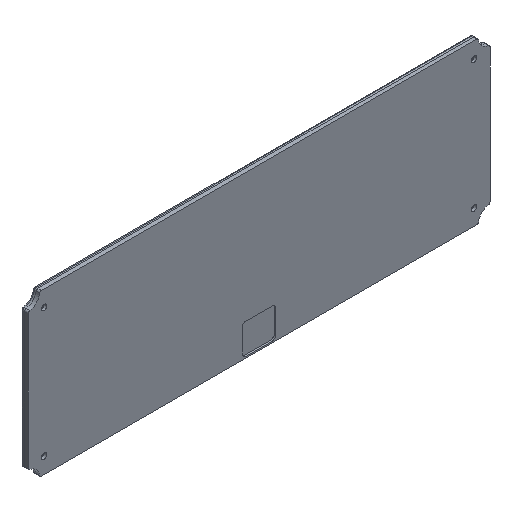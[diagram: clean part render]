
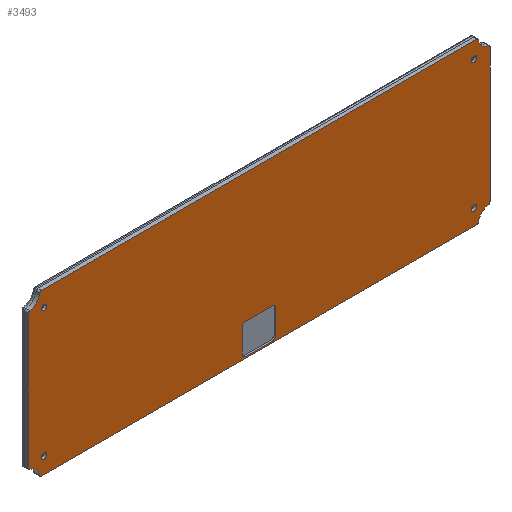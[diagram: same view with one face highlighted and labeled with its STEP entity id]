
A CAD part, isometric view. The second image highlights one B-rep face of the part: STEP entity #3493.
In plain terms, the highlighted planar face has unit normal (0, -1, 0).
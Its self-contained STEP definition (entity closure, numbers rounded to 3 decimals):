
#171=FACE_BOUND('',#666,.T.);
#172=FACE_BOUND('',#667,.T.);
#173=FACE_BOUND('',#668,.T.);
#174=FACE_BOUND('',#669,.T.);
#175=FACE_BOUND('',#670,.T.);
#457=FACE_OUTER_BOUND('',#665,.T.);
#665=EDGE_LOOP('',(#2828,#2829,#2830,#2831,#2832,#2833,#2834,#2835,#2836,
#2837,#2838,#2839,#2840,#2841,#2842,#2843));
#666=EDGE_LOOP('',(#2844));
#667=EDGE_LOOP('',(#2845));
#668=EDGE_LOOP('',(#2846));
#669=EDGE_LOOP('',(#2847));
#670=EDGE_LOOP('',(#2848,#2849,#2850,#2851,#2852,#2853,#2854,#2855));
#777=CIRCLE('',#3608,2.);
#778=CIRCLE('',#3611,2.);
#795=CIRCLE('',#3665,6.6);
#796=CIRCLE('',#3667,1.);
#797=CIRCLE('',#3670,1.);
#798=CIRCLE('',#3672,6.6);
#799=CIRCLE('',#3674,1.);
#800=CIRCLE('',#3677,1.);
#801=CIRCLE('',#3679,6.6);
#802=CIRCLE('',#3681,1.);
#803=CIRCLE('',#3684,1.);
#804=CIRCLE('',#3687,1.);
#805=CIRCLE('',#3689,6.6);
#806=CIRCLE('',#3691,1.);
#807=CIRCLE('',#3693,1.5);
#809=CIRCLE('',#3696,1.5);
#811=CIRCLE('',#3699,1.5);
#813=CIRCLE('',#3702,1.5);
#815=CIRCLE('',#3709,2.);
#816=CIRCLE('',#3710,2.);
#878=LINE('',#4538,#1143);
#882=LINE('',#4547,#1147);
#1019=LINE('',#5546,#1284);
#1024=LINE('',#5562,#1289);
#1029=LINE('',#5578,#1294);
#1031=LINE('',#5585,#1296);
#1043=LINE('',#5631,#1308);
#1044=LINE('',#5635,#1309);
#1143=VECTOR('',#3836,10.);
#1147=VECTOR('',#3846,10.);
#1284=VECTOR('',#4101,10.);
#1289=VECTOR('',#4120,10.);
#1294=VECTOR('',#4139,10.);
#1296=VECTOR('',#4147,10.);
#1308=VECTOR('',#4205,10.);
#1309=VECTOR('',#4208,10.);
#1411=VERTEX_POINT('',#4535);
#1412=VERTEX_POINT('',#4537);
#1413=VERTEX_POINT('',#4541);
#1414=VERTEX_POINT('',#4545);
#1415=VERTEX_POINT('',#4549);
#1574=VERTEX_POINT('',#5534);
#1575=VERTEX_POINT('',#5536);
#1576=VERTEX_POINT('',#5540);
#1577=VERTEX_POINT('',#5544);
#1578=VERTEX_POINT('',#5548);
#1579=VERTEX_POINT('',#5552);
#1580=VERTEX_POINT('',#5556);
#1581=VERTEX_POINT('',#5560);
#1582=VERTEX_POINT('',#5564);
#1583=VERTEX_POINT('',#5568);
#1584=VERTEX_POINT('',#5572);
#1585=VERTEX_POINT('',#5576);
#1586=VERTEX_POINT('',#5580);
#1587=VERTEX_POINT('',#5584);
#1588=VERTEX_POINT('',#5588);
#1589=VERTEX_POINT('',#5592);
#1590=VERTEX_POINT('',#5598);
#1592=VERTEX_POINT('',#5604);
#1594=VERTEX_POINT('',#5610);
#1596=VERTEX_POINT('',#5616);
#1598=VERTEX_POINT('',#5630);
#1599=VERTEX_POINT('',#5632);
#1600=VERTEX_POINT('',#5634);
#1754=EDGE_CURVE('',#1411,#1412,#878,.F.);
#1757=EDGE_CURVE('',#1411,#1413,#777,.T.);
#1759=EDGE_CURVE('',#1414,#1413,#882,.F.);
#1761=EDGE_CURVE('',#1414,#1415,#778,.T.);
#1990=EDGE_CURVE('',#1575,#1574,#795,.T.);
#1993=EDGE_CURVE('',#1574,#1576,#796,.F.);
#1995=EDGE_CURVE('',#1577,#1576,#1019,.T.);
#1997=EDGE_CURVE('',#1577,#1578,#797,.F.);
#1999=EDGE_CURVE('',#1579,#1578,#798,.F.);
#2001=EDGE_CURVE('',#1579,#1580,#799,.F.);
#2003=EDGE_CURVE('',#1581,#1580,#1024,.T.);
#2005=EDGE_CURVE('',#1581,#1582,#800,.F.);
#2007=EDGE_CURVE('',#1582,#1583,#801,.T.);
#2009=EDGE_CURVE('',#1583,#1584,#802,.F.);
#2011=EDGE_CURVE('',#1584,#1585,#1029,.T.);
#2012=EDGE_CURVE('',#1586,#1575,#803,.F.);
#2014=EDGE_CURVE('',#1587,#1586,#1031,.T.);
#2017=EDGE_CURVE('',#1585,#1588,#804,.F.);
#2019=EDGE_CURVE('',#1589,#1588,#805,.F.);
#2020=EDGE_CURVE('',#1589,#1587,#806,.F.);
#2021=EDGE_CURVE('',#1590,#1590,#807,.T.);
#2024=EDGE_CURVE('',#1592,#1592,#809,.T.);
#2027=EDGE_CURVE('',#1594,#1594,#811,.T.);
#2030=EDGE_CURVE('',#1596,#1596,#813,.T.);
#2037=EDGE_CURVE('',#1598,#1415,#1043,.F.);
#2038=EDGE_CURVE('',#1598,#1599,#815,.T.);
#2039=EDGE_CURVE('',#1600,#1599,#1044,.F.);
#2040=EDGE_CURVE('',#1600,#1412,#816,.T.);
#2828=ORIENTED_EDGE('',*,*,#1999,.F.);
#2829=ORIENTED_EDGE('',*,*,#2001,.T.);
#2830=ORIENTED_EDGE('',*,*,#2003,.F.);
#2831=ORIENTED_EDGE('',*,*,#2005,.T.);
#2832=ORIENTED_EDGE('',*,*,#2007,.T.);
#2833=ORIENTED_EDGE('',*,*,#2009,.T.);
#2834=ORIENTED_EDGE('',*,*,#2011,.T.);
#2835=ORIENTED_EDGE('',*,*,#2017,.T.);
#2836=ORIENTED_EDGE('',*,*,#2019,.F.);
#2837=ORIENTED_EDGE('',*,*,#2020,.T.);
#2838=ORIENTED_EDGE('',*,*,#2014,.T.);
#2839=ORIENTED_EDGE('',*,*,#2012,.T.);
#2840=ORIENTED_EDGE('',*,*,#1990,.T.);
#2841=ORIENTED_EDGE('',*,*,#1993,.T.);
#2842=ORIENTED_EDGE('',*,*,#1995,.F.);
#2843=ORIENTED_EDGE('',*,*,#1997,.T.);
#2844=ORIENTED_EDGE('',*,*,#2030,.T.);
#2845=ORIENTED_EDGE('',*,*,#2021,.T.);
#2846=ORIENTED_EDGE('',*,*,#2024,.T.);
#2847=ORIENTED_EDGE('',*,*,#2027,.T.);
#2848=ORIENTED_EDGE('',*,*,#1759,.F.);
#2849=ORIENTED_EDGE('',*,*,#1761,.T.);
#2850=ORIENTED_EDGE('',*,*,#2037,.F.);
#2851=ORIENTED_EDGE('',*,*,#2038,.T.);
#2852=ORIENTED_EDGE('',*,*,#2039,.F.);
#2853=ORIENTED_EDGE('',*,*,#2040,.T.);
#2854=ORIENTED_EDGE('',*,*,#1754,.F.);
#2855=ORIENTED_EDGE('',*,*,#1757,.T.);
#3375=PLANE('',#3708);
#3493=ADVANCED_FACE('',(#457,#171,#172,#173,#174,#175),#3375,.F.);
#3608=AXIS2_PLACEMENT_3D('',#4543,#3841,#3842);
#3611=AXIS2_PLACEMENT_3D('',#4551,#3850,#3851);
#3665=AXIS2_PLACEMENT_3D('',#5537,#4090,#4091);
#3667=AXIS2_PLACEMENT_3D('',#5542,#4096,#4097);
#3670=AXIS2_PLACEMENT_3D('',#5550,#4105,#4106);
#3672=AXIS2_PLACEMENT_3D('',#5554,#4110,#4111);
#3674=AXIS2_PLACEMENT_3D('',#5558,#4115,#4116);
#3677=AXIS2_PLACEMENT_3D('',#5566,#4124,#4125);
#3679=AXIS2_PLACEMENT_3D('',#5570,#4129,#4130);
#3681=AXIS2_PLACEMENT_3D('',#5574,#4134,#4135);
#3684=AXIS2_PLACEMENT_3D('',#5581,#4142,#4143);
#3687=AXIS2_PLACEMENT_3D('',#5590,#4152,#4153);
#3689=AXIS2_PLACEMENT_3D('',#5594,#4157,#4158);
#3691=AXIS2_PLACEMENT_3D('',#5596,#4161,#4162);
#3693=AXIS2_PLACEMENT_3D('',#5599,#4165,#4166);
#3696=AXIS2_PLACEMENT_3D('',#5605,#4172,#4173);
#3699=AXIS2_PLACEMENT_3D('',#5611,#4179,#4180);
#3702=AXIS2_PLACEMENT_3D('',#5617,#4186,#4187);
#3708=AXIS2_PLACEMENT_3D('',#5629,#4203,#4204);
#3709=AXIS2_PLACEMENT_3D('',#5633,#4206,#4207);
#3710=AXIS2_PLACEMENT_3D('',#5636,#4209,#4210);
#3836=DIRECTION('',(0.,0.,-1.));
#3841=DIRECTION('center_axis',(0.,1.,0.));
#3842=DIRECTION('ref_axis',(0.,0.,1.));
#3846=DIRECTION('',(-1.,0.,0.));
#3850=DIRECTION('center_axis',(0.,1.,0.));
#3851=DIRECTION('ref_axis',(0.,0.,1.));
#4090=DIRECTION('center_axis',(0.,1.,0.));
#4091=DIRECTION('ref_axis',(0.,0.,1.));
#4096=DIRECTION('center_axis',(0.,1.,0.));
#4097=DIRECTION('ref_axis',(0.,0.,1.));
#4101=DIRECTION('',(-1.,0.,0.));
#4105=DIRECTION('center_axis',(0.,1.,0.));
#4106=DIRECTION('ref_axis',(0.,0.,1.));
#4110=DIRECTION('center_axis',(0.,1.,0.));
#4111=DIRECTION('ref_axis',(0.,0.,1.));
#4115=DIRECTION('center_axis',(0.,1.,0.));
#4116=DIRECTION('ref_axis',(0.,0.,1.));
#4120=DIRECTION('',(0.,0.,-1.));
#4124=DIRECTION('center_axis',(0.,1.,0.));
#4125=DIRECTION('ref_axis',(0.,0.,1.));
#4129=DIRECTION('center_axis',(0.,1.,0.));
#4130=DIRECTION('ref_axis',(0.,0.,1.));
#4134=DIRECTION('center_axis',(0.,1.,0.));
#4135=DIRECTION('ref_axis',(0.,0.,1.));
#4139=DIRECTION('',(-1.,0.,0.));
#4142=DIRECTION('center_axis',(0.,1.,0.));
#4143=DIRECTION('ref_axis',(0.,0.,1.));
#4147=DIRECTION('',(0.,0.,-1.));
#4152=DIRECTION('center_axis',(0.,1.,0.));
#4153=DIRECTION('ref_axis',(0.,0.,1.));
#4157=DIRECTION('center_axis',(0.,1.,0.));
#4158=DIRECTION('ref_axis',(0.,0.,1.));
#4161=DIRECTION('center_axis',(0.,1.,0.));
#4162=DIRECTION('ref_axis',(0.,0.,1.));
#4165=DIRECTION('center_axis',(0.,1.,0.));
#4166=DIRECTION('ref_axis',(0.,0.,1.));
#4172=DIRECTION('center_axis',(0.,1.,0.));
#4173=DIRECTION('ref_axis',(0.,0.,1.));
#4179=DIRECTION('center_axis',(0.,1.,0.));
#4180=DIRECTION('ref_axis',(0.,0.,1.));
#4186=DIRECTION('center_axis',(0.,1.,0.));
#4187=DIRECTION('ref_axis',(0.,0.,1.));
#4203=DIRECTION('center_axis',(0.,1.,0.));
#4204=DIRECTION('ref_axis',(0.,0.,1.));
#4205=DIRECTION('',(0.,0.,1.));
#4206=DIRECTION('center_axis',(0.,1.,0.));
#4207=DIRECTION('ref_axis',(0.,0.,1.));
#4208=DIRECTION('',(1.,0.,0.));
#4209=DIRECTION('center_axis',(0.,1.,0.));
#4210=DIRECTION('ref_axis',(0.,0.,1.));
#4535=CARTESIAN_POINT('',(9.256,34.,-41.701));
#4537=CARTESIAN_POINT('',(9.256,34.,-28.701));
#4538=CARTESIAN_POINT('',(9.256,34.,-44.201));
#4541=CARTESIAN_POINT('',(7.256,34.,-43.701));
#4543=CARTESIAN_POINT('Origin',(7.256,34.,-41.701));
#4545=CARTESIAN_POINT('',(-7.244,34.,-43.701));
#4547=CARTESIAN_POINT('',(69.004,34.,-43.701));
#4549=CARTESIAN_POINT('',(-9.244,34.,-41.701));
#4551=CARTESIAN_POINT('Origin',(-7.244,34.,-41.701));
#5534=CARTESIAN_POINT('',(-122.209,34.,-43.746));
#5536=CARTESIAN_POINT('',(-127.784,34.,-38.17));
#5537=CARTESIAN_POINT('Origin',(-128.74,34.,-44.701));
#5540=CARTESIAN_POINT('',(-121.22,34.,-44.601));
#5542=CARTESIAN_POINT('Origin',(-121.22,34.,-43.601));
#5544=CARTESIAN_POINT('',(121.232,34.,-44.601));
#5546=CARTESIAN_POINT('',(64.376,34.,-44.601));
#5548=CARTESIAN_POINT('',(122.222,34.,-43.746));
#5550=CARTESIAN_POINT('Origin',(121.232,34.,-43.601));
#5552=CARTESIAN_POINT('',(127.797,34.,-38.17));
#5554=CARTESIAN_POINT('Origin',(128.752,34.,-44.701));
#5556=CARTESIAN_POINT('',(128.652,34.,-37.181));
#5558=CARTESIAN_POINT('Origin',(127.652,34.,-37.181));
#5560=CARTESIAN_POINT('',(128.652,34.,37.542));
#5562=CARTESIAN_POINT('',(128.652,34.,-22.35));
#5564=CARTESIAN_POINT('',(127.797,34.,38.532));
#5566=CARTESIAN_POINT('Origin',(127.652,34.,37.542));
#5568=CARTESIAN_POINT('',(122.222,34.,44.107));
#5570=CARTESIAN_POINT('Origin',(128.752,34.,45.062));
#5572=CARTESIAN_POINT('',(121.232,34.,44.962));
#5574=CARTESIAN_POINT('Origin',(121.232,34.,43.962));
#5576=CARTESIAN_POINT('',(-121.22,34.,44.962));
#5578=CARTESIAN_POINT('',(64.376,34.,44.962));
#5580=CARTESIAN_POINT('',(-128.64,34.,-37.181));
#5581=CARTESIAN_POINT('Origin',(-127.64,34.,-37.181));
#5584=CARTESIAN_POINT('',(-128.64,34.,37.542));
#5585=CARTESIAN_POINT('',(-128.64,34.,-22.35));
#5588=CARTESIAN_POINT('',(-122.209,34.,44.107));
#5590=CARTESIAN_POINT('Origin',(-121.22,34.,43.962));
#5592=CARTESIAN_POINT('',(-127.784,34.,38.532));
#5594=CARTESIAN_POINT('Origin',(-128.74,34.,45.062));
#5596=CARTESIAN_POINT('Origin',(-127.64,34.,37.542));
#5598=CARTESIAN_POINT('',(119.752,34.,-37.201));
#5599=CARTESIAN_POINT('Origin',(119.752,34.,-35.701));
#5604=CARTESIAN_POINT('',(119.752,34.,34.562));
#5605=CARTESIAN_POINT('Origin',(119.752,34.,36.062));
#5610=CARTESIAN_POINT('',(-119.74,34.,34.562));
#5611=CARTESIAN_POINT('Origin',(-119.74,34.,36.062));
#5616=CARTESIAN_POINT('',(-119.74,34.,-37.201));
#5617=CARTESIAN_POINT('Origin',(-119.74,34.,-35.701));
#5629=CARTESIAN_POINT('Origin',(128.752,34.,-44.701));
#5630=CARTESIAN_POINT('',(-9.244,34.,-28.701));
#5631=CARTESIAN_POINT('',(-9.244,34.,-44.201));
#5632=CARTESIAN_POINT('',(-7.244,34.,-26.701));
#5633=CARTESIAN_POINT('Origin',(-7.244,34.,-28.701));
#5634=CARTESIAN_POINT('',(7.256,34.,-26.701));
#5635=CARTESIAN_POINT('',(59.754,34.,-26.701));
#5636=CARTESIAN_POINT('Origin',(7.256,34.,-28.701));
